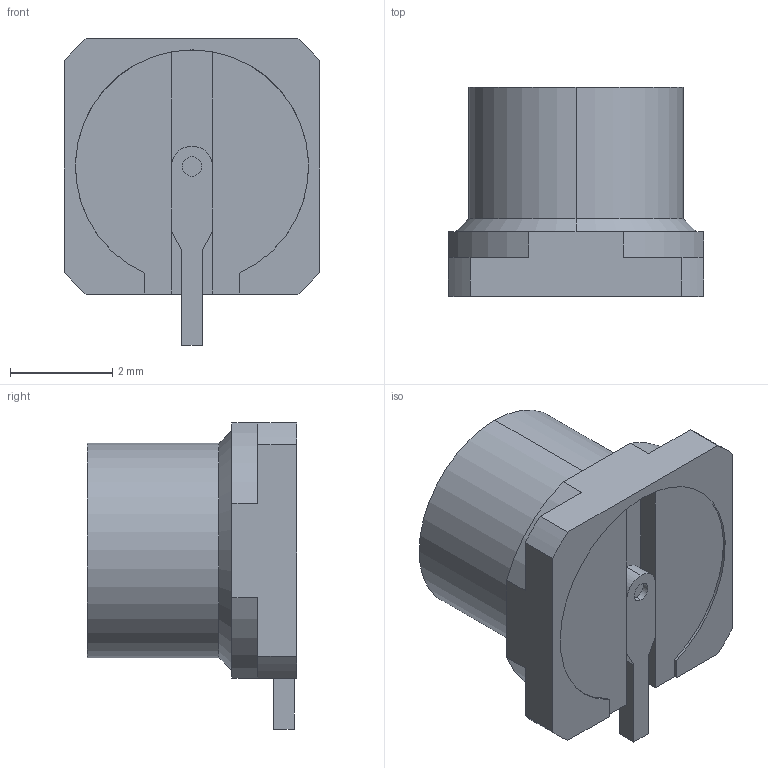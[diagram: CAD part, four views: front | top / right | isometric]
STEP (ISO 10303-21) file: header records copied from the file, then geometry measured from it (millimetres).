
FILE_DESCRIPTION (( 'STEP AP203' ), '1' );
FILE_NAME ('FMCN44224_3D.step', '2022-12-02T19:53:02', ( '' ), ( '' ), 'SwSTEP 2.0', 'SolidWorks 2021', '' );
FILE_SCHEMA (( 'CONFIG_CONTROL_DESIGN' ));
Length unit declared in the file: inch
Products named in the file (1): FMCN44224_3D
Bounding box: 5 x 4.1 x 6 mm (x, y, z)
Volume: 43.5 mm3; surface area: 143 mm2
Topology: 1 solids, 1 shells, 72 faces, 174 edges, 107 vertices
Faces by surface type: plane 37, cylinder 25, cone 8, sphere 2
Entity records: 2141 total; most frequent: DIRECTION 376, CARTESIAN_POINT 350, ORIENTED_EDGE 342, EDGE_CURVE 171, AXIS2_PLACEMENT_3D 132, VECTOR 112, LINE 112, VERTEX_POINT 106
